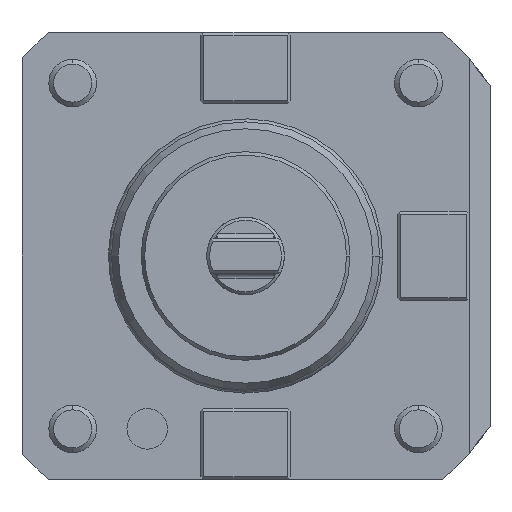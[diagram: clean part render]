
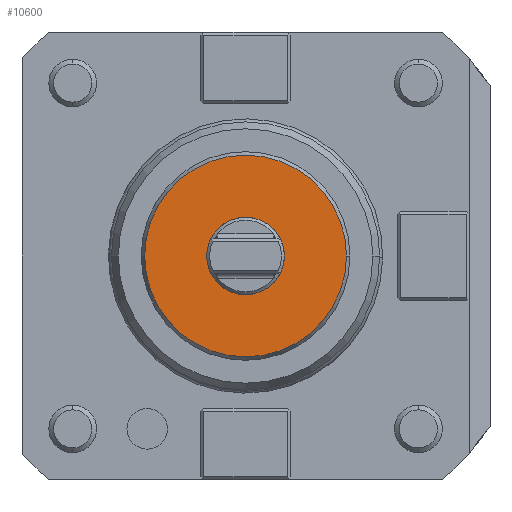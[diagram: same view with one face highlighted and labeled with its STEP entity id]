
A CAD part, front view. The second image highlights one B-rep face of the part: STEP entity #10600.
In plain terms, the highlighted planar face has unit normal (0, -1, 0).
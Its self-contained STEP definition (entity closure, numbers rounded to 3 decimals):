
#3803=CARTESIAN_POINT('',(0.,-60.,0.));
#3804=DIRECTION('',(0.,1.,0.));
#3805=DIRECTION('',(-1.,0.,0.));
#3806=AXIS2_PLACEMENT_3D('',#3803,#3804,#3805);
#3808=CARTESIAN_POINT('',(0.,-60.,0.));
#3809=DIRECTION('',(0.,1.,0.));
#3810=DIRECTION('',(1.,0.,0.));
#3811=AXIS2_PLACEMENT_3D('',#3808,#3809,#3810);
#3813=CARTESIAN_POINT('',(0.,-60.,0.));
#3814=DIRECTION('',(0.,1.,0.));
#3815=DIRECTION('',(0.,0.,-1.));
#3816=AXIS2_PLACEMENT_3D('',#3813,#3814,#3815);
#3828=CARTESIAN_POINT('',(0.,-60.,0.));
#3829=DIRECTION('',(0.,1.,0.));
#3830=DIRECTION('',(0.,0.,1.));
#3831=AXIS2_PLACEMENT_3D('',#3828,#3829,#3830);
#5625=CARTESIAN_POINT('',(-16.923,-60.,0.));
#5626=CARTESIAN_POINT('',(16.923,-60.,0.));
#5627=VERTEX_POINT('',#5625);
#5628=VERTEX_POINT('',#5626);
#6268=CARTESIAN_POINT('',(0.,-60.,-6.5));
#6269=CARTESIAN_POINT('',(0.,-60.,6.5));
#6270=VERTEX_POINT('',#6268);
#6271=VERTEX_POINT('',#6269);
#10585=CARTESIAN_POINT('',(0.,-60.,0.));
#10586=DIRECTION('',(0.,-1.,0.));
#10587=DIRECTION('',(-1.,0.,0.));
#10588=AXIS2_PLACEMENT_3D('',#10585,#10586,#10587);
#10589=PLANE('',#10588);
#10590=ORIENTED_EDGE('',*,*,#10552,.T.);
#10591=ORIENTED_EDGE('',*,*,#10567,.T.);
#10592=EDGE_LOOP('',(#10590,#10591));
#10593=FACE_OUTER_BOUND('',#10592,.F.);
#10595=ORIENTED_EDGE('',*,*,#10594,.F.);
#10597=ORIENTED_EDGE('',*,*,#10596,.F.);
#10598=EDGE_LOOP('',(#10595,#10597));
#10599=FACE_BOUND('',#10598,.F.);
#3807=CIRCLE('',#3806,16.923);
#3812=CIRCLE('',#3811,16.923);
#3817=CIRCLE('',#3816,6.5);
#3832=CIRCLE('',#3831,6.5);
#10552=EDGE_CURVE('',#5627,#5628,#3807,.T.);
#10567=EDGE_CURVE('',#5628,#5627,#3812,.T.);
#10594=EDGE_CURVE('',#6270,#6271,#3817,.T.);
#10596=EDGE_CURVE('',#6271,#6270,#3832,.T.);
#10600=ADVANCED_FACE('',(#10593,#10599),#10589,.T.);
